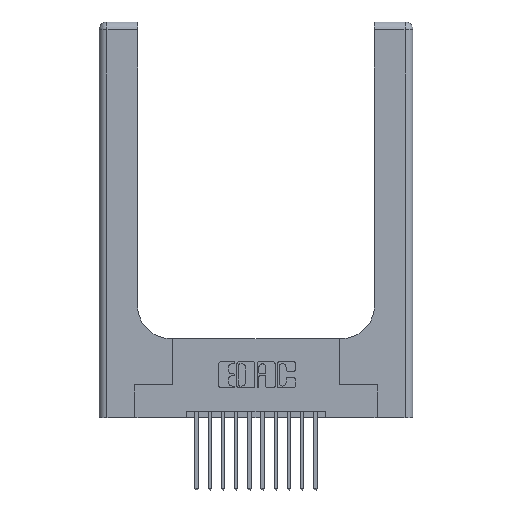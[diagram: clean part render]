
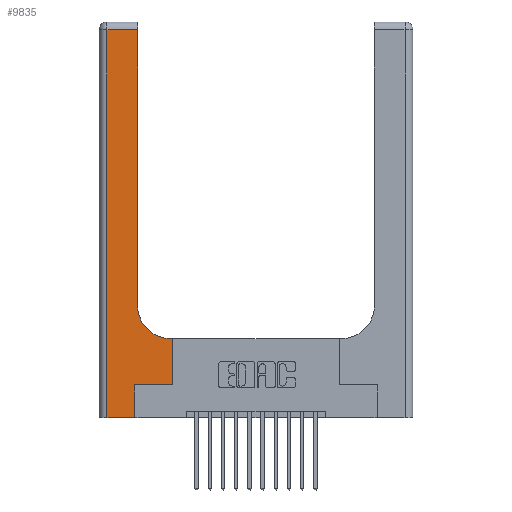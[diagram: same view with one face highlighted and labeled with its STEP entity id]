
A CAD part, top view. The second image highlights one B-rep face of the part: STEP entity #9835.
In plain terms, the highlighted planar face has unit normal (0, 0, 1).
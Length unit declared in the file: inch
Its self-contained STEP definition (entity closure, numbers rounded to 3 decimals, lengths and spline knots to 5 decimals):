
#27 = EDGE_CURVE ( 'NONE', #7757, #3395, #10278, .T. ) ;
#402 = DIRECTION ( 'NONE',  ( 0., 1., 0. ) ) ;
#450 = LINE ( 'NONE', #12129, #3737 ) ;
#701 = CARTESIAN_POINT ( 'NONE',  ( 0., 2.94, 0.37 ) ) ;
#762 = DIRECTION ( 'NONE',  ( -1., 0., 0. ) ) ;
#830 = ORIENTED_EDGE ( 'NONE', *, *, #5148, .T. ) ;
#941 = VERTEX_POINT ( 'NONE', #15494 ) ;
#957 = LINE ( 'NONE', #8633, #14888 ) ;
#1378 = EDGE_CURVE ( 'NONE', #1866, #14768, #12770, .T. ) ;
#1866 = VERTEX_POINT ( 'NONE', #4898 ) ;
#1928 = ORIENTED_EDGE ( 'NONE', *, *, #12601, .T. ) ;
#1951 = VECTOR ( 'NONE', #9565, 39.37008 ) ;
#2356 = VERTEX_POINT ( 'NONE', #9287 ) ;
#2871 = EDGE_CURVE ( 'NONE', #14768, #8556, #3047, .T. ) ;
#3047 = CIRCLE ( 'NONE', #15767, 0.25 ) ;
#3276 = CARTESIAN_POINT ( 'NONE',  ( 0.06, 2.94, 0.37 ) ) ;
#3316 = CARTESIAN_POINT ( 'NONE',  ( 0., 3., 0.37 ) ) ;
#3395 = VERTEX_POINT ( 'NONE', #3276 ) ;
#3523 = CARTESIAN_POINT ( 'NONE',  ( 0.5415, 0.85, 0.37 ) ) ;
#3737 = VECTOR ( 'NONE', #9392, 39.37008 ) ;
#3970 = CARTESIAN_POINT ( 'NONE',  ( 0.06, 0., 0.37 ) ) ;
#4180 = DIRECTION ( 'NONE',  ( 1., 0., 0. ) ) ;
#4545 = ORIENTED_EDGE ( 'NONE', *, *, #7359, .T. ) ;
#4683 = DIRECTION ( 'NONE',  ( -1., 0., 0. ) ) ;
#4886 = DIRECTION ( 'NONE',  ( 1., 0., 0. ) ) ;
#4898 = CARTESIAN_POINT ( 'NONE',  ( 0.5585, 0.6, 0.37 ) ) ;
#5148 = EDGE_CURVE ( 'NONE', #2356, #7597, #9117, .T. ) ;
#5624 = EDGE_CURVE ( 'NONE', #3395, #9595, #15681, .T. ) ;
#6240 = CARTESIAN_POINT ( 'NONE',  ( 0.2915, 2.94, 0.37 ) ) ;
#6485 = DIRECTION ( 'NONE',  ( 0., -1., 0. ) ) ;
#6578 = VECTOR ( 'NONE', #15201, 39.37008 ) ;
#6652 = FACE_OUTER_BOUND ( 'NONE', #6772, .T. ) ;
#6772 = EDGE_LOOP ( 'NONE', ( #1928, #9191, #9611, #16581, #830, #4545, #8137, #8557, #12119 ) ) ;
#7236 = CARTESIAN_POINT ( 'NONE',  ( 0.5585, 0.25, 0.37 ) ) ;
#7359 = EDGE_CURVE ( 'NONE', #7597, #941, #450, .T. ) ;
#7421 = EDGE_CURVE ( 'NONE', #9595, #2356, #16631, .T. ) ;
#7597 = VERTEX_POINT ( 'NONE', #12596 ) ;
#7757 = VERTEX_POINT ( 'NONE', #6240 ) ;
#8137 = ORIENTED_EDGE ( 'NONE', *, *, #14661, .T. ) ;
#8532 = DIRECTION ( 'NONE',  ( 0., 1., 0. ) ) ;
#8556 = VERTEX_POINT ( 'NONE', #12428 ) ;
#8557 = ORIENTED_EDGE ( 'NONE', *, *, #1378, .T. ) ;
#8633 = CARTESIAN_POINT ( 'NONE',  ( 0.2915, 3., 0.37 ) ) ;
#8687 = VECTOR ( 'NONE', #8532, 39.37008 ) ;
#9117 = LINE ( 'NONE', #15130, #8687 ) ;
#9191 = ORIENTED_EDGE ( 'NONE', *, *, #27, .T. ) ;
#9287 = CARTESIAN_POINT ( 'NONE',  ( 0.269, 0., 0.37 ) ) ;
#9392 = DIRECTION ( 'NONE',  ( 1., 0., 0. ) ) ;
#9557 = CARTESIAN_POINT ( 'NONE',  ( 0.2915, 0.6, 0.37 ) ) ;
#9565 = DIRECTION ( 'NONE',  ( -1., 0., 0. ) ) ;
#9595 = VERTEX_POINT ( 'NONE', #3970 ) ;
#9611 = ORIENTED_EDGE ( 'NONE', *, *, #5624, .T. ) ;
#9835 = ADVANCED_FACE ( 'NONE', ( #6652 ), #11377, .F. ) ;
#10278 = LINE ( 'NONE', #701, #13439 ) ;
#10574 = LINE ( 'NONE', #7236, #6578 ) ;
#11377 = PLANE ( 'NONE',  #15028 ) ;
#12119 = ORIENTED_EDGE ( 'NONE', *, *, #2871, .T. ) ;
#12129 = CARTESIAN_POINT ( 'NONE',  ( 0.269, 0.25, 0.37 ) ) ;
#12226 = VECTOR ( 'NONE', #6485, 39.37008 ) ;
#12428 = CARTESIAN_POINT ( 'NONE',  ( 0.2915, 0.85, 0.37 ) ) ;
#12596 = CARTESIAN_POINT ( 'NONE',  ( 0.269, 0.25, 0.37 ) ) ;
#12601 = EDGE_CURVE ( 'NONE', #8556, #7757, #957, .T. ) ;
#12742 = DIRECTION ( 'NONE',  ( 0., 0., -1. ) ) ;
#12770 = LINE ( 'NONE', #9557, #1951 ) ;
#12940 = DIRECTION ( 'NONE',  ( 0., 0., -1. ) ) ;
#13216 = VECTOR ( 'NONE', #4180, 39.37008 ) ;
#13439 = VECTOR ( 'NONE', #762, 39.37008 ) ;
#14661 = EDGE_CURVE ( 'NONE', #941, #1866, #10574, .T. ) ;
#14768 = VERTEX_POINT ( 'NONE', #15523 ) ;
#14888 = VECTOR ( 'NONE', #402, 39.37008 ) ;
#15028 = AXIS2_PLACEMENT_3D ( 'NONE', #3316, #12742, #4683 ) ;
#15130 = CARTESIAN_POINT ( 'NONE',  ( 0.269, 0., 0.37 ) ) ;
#15201 = DIRECTION ( 'NONE',  ( 0., 1., 0. ) ) ;
#15494 = CARTESIAN_POINT ( 'NONE',  ( 0.5585, 0.25, 0.37 ) ) ;
#15523 = CARTESIAN_POINT ( 'NONE',  ( 0.5415, 0.6, 0.37 ) ) ;
#15681 = LINE ( 'NONE', #15768, #12226 ) ;
#15767 = AXIS2_PLACEMENT_3D ( 'NONE', #3523, #12940, #4886 ) ;
#15768 = CARTESIAN_POINT ( 'NONE',  ( 0.06, 3., 0.37 ) ) ;
#16581 = ORIENTED_EDGE ( 'NONE', *, *, #7421, .T. ) ;
#16631 = LINE ( 'NONE', #17377, #13216 ) ;
#17377 = CARTESIAN_POINT ( 'NONE',  ( 0., 0., 0.37 ) ) ;
